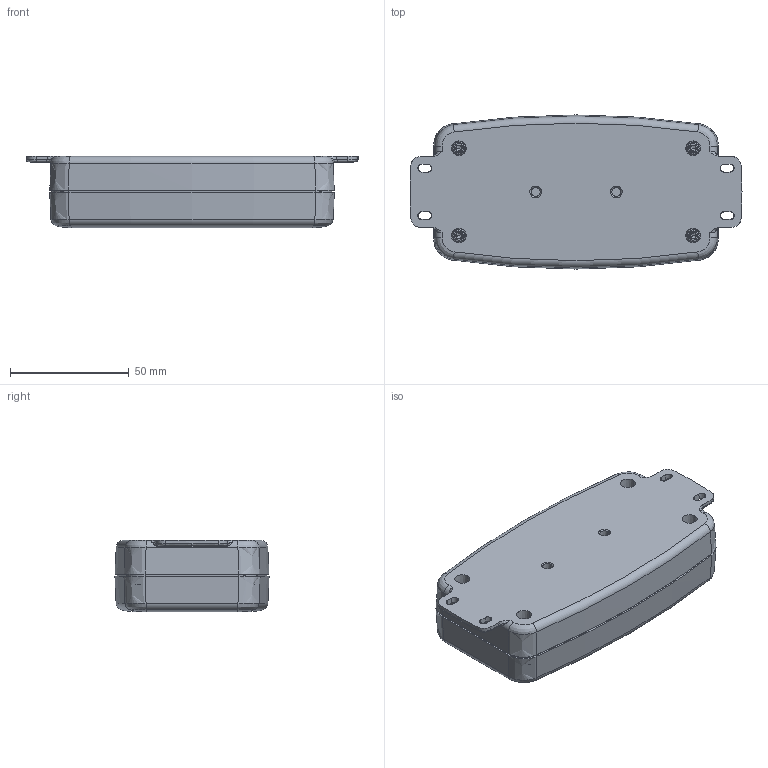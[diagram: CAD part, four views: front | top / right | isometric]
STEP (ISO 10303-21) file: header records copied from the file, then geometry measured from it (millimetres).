
FILE_DESCRIPTION (( 'STEP AP203' ), '1' );
FILE_NAME ('447-800-75.STEP', '2022-06-30T13:38:15', ( '' ), ( '' ), 'SwSTEP 2.0', 'SolidWorks 2018', '' );
FILE_SCHEMA (( 'CONFIG_CONTROL_DESIGN' ));
Length unit declared in the file: millimetre
Products named in the file (4): 447-800-75; 063057404; 044780002_044780061; 044780001
Assembly tree (6 placements, depth 2):
  447-800-75
    044780002_044780061
    044780001
    063057404  x4
Bounding box: 140 x 65 x 30 mm (x, y, z)
Volume: 67394 mm3; surface area: 56825.3 mm2
Topology: 6 solids, 6 shells, 1061 faces, 2709 edges, 1731 vertices
Faces by surface type: bspline 326, plane 310, cylinder 215, cone 114, torus 94, sphere 2
Entity records: 34360 total; most frequent: CARTESIAN_POINT 14953, ORIENTED_EDGE 4154, DIRECTION 3645, EDGE_CURVE 2077, AXIS2_PLACEMENT_3D 1385, VERTEX_POINT 1323, EDGE_LOOP 924, VECTOR 875
